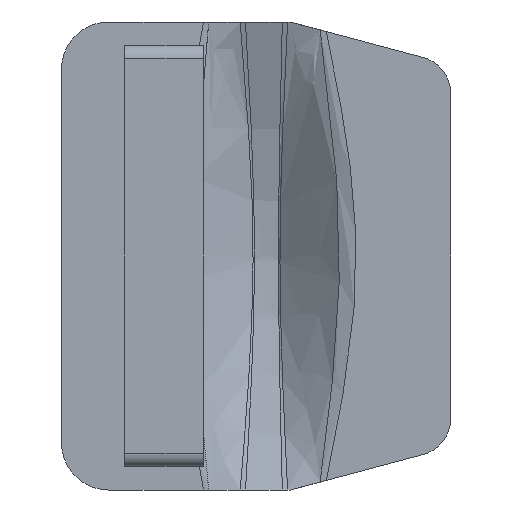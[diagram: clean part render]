
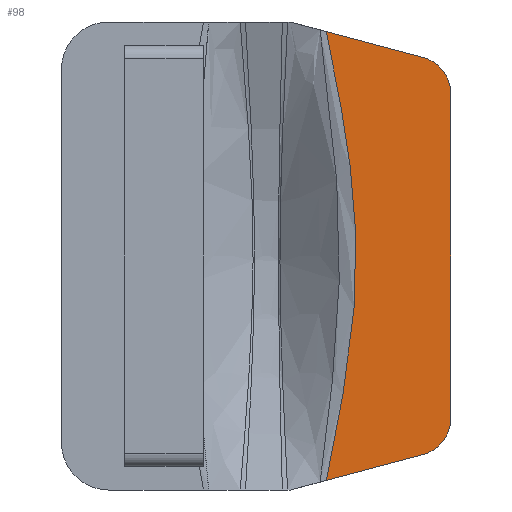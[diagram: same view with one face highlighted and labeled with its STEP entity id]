
A CAD part, left-side view. The second image highlights one B-rep face of the part: STEP entity #98.
In plain terms, the highlighted planar face has unit normal (-1, 0, 0).
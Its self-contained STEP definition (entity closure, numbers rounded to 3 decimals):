
#98=ADVANCED_FACE('',(#883),#885,.T.);
#883=FACE_BOUND('',#884,.T.);
#884=EDGE_LOOP('',(#2157,#2158,#2159,#2160,#2161,#2162));
#885=PLANE('',#886);
#886=AXIS2_PLACEMENT_3D('',#887,#888,#889);
#887=CARTESIAN_POINT('',(-2.,8.96,0.));
#888=DIRECTION('',(-1.,0.,0.));
#889=DIRECTION('',(0.,1.,0.));
#2157=ORIENTED_EDGE('',*,*,#2848,.T.);
#2158=ORIENTED_EDGE('',*,*,#2988,.T.);
#2159=ORIENTED_EDGE('',*,*,#2989,.F.);
#2160=ORIENTED_EDGE('',*,*,#2990,.T.);
#2161=ORIENTED_EDGE('',*,*,#2973,.T.);
#2162=ORIENTED_EDGE('',*,*,#2991,.T.);
#2848=EDGE_CURVE('',#3388,#3386,#3389,.F.);
#2973=EDGE_CURVE('',#3626,#3624,#3627,.F.);
#2988=EDGE_CURVE('',#3386,#3645,#3647,.T.);
#2989=EDGE_CURVE('',#3648,#3645,#3649,.T.);
#2990=EDGE_CURVE('',#3648,#3626,#3650,.T.);
#2991=EDGE_CURVE('',#3624,#3388,#3651,.T.);
#3386=VERTEX_POINT('',#4435);
#3388=VERTEX_POINT('',#4439);
#3389=LINE('',#4440,#4441);
#3624=VERTEX_POINT('',#5077);
#3626=VERTEX_POINT('',#5087);
#3627=LINE('',#5088,#5089);
#3645=VERTEX_POINT('',#5162);
#3647=CIRCLE('',#5166,7.);
#3648=VERTEX_POINT('',#5170);
#3649=B_SPLINE_CURVE_WITH_KNOTS('',3,
(#5171,#5172,#5173,#5174,#5175,#5176),
.UNSPECIFIED.,.F.,.F.,
(4,2,4),
(0.,0.5,1.),
.UNSPECIFIED.);
#3650=CIRCLE('',#5177,7.);
#3651=B_SPLINE_CURVE_WITH_KNOTS('',3,
(#5181,#5182,#5183,#5184,#5185,#5186,#5187,#5188,#5189,#5190,#5191,#5192,#5193,#5194,
#5195,#5196,#5197,#5198,#5199),
.UNSPECIFIED.,.F.,.F.,
(4,1,1,1,1,1,1,1,1,1,1,1,1,1,1,1,4),
(0.,0.06,0.121,0.183,0.245,0.307,
0.37,0.433,0.496,0.559,0.623,
0.686,0.749,0.813,0.876,0.938,
1.),
.UNSPECIFIED.);
#4435=CARTESIAN_POINT('',(-2.,4.606,-37.577));
#4439=CARTESIAN_POINT('',(-2.,23.626,-42.674));
#4440=CARTESIAN_POINT('',(-2.,4.606,-37.577));
#4441=VECTOR('',#4442,1.);
#4442=DIRECTION('',(0.,0.966,-0.259));
#5077=CARTESIAN_POINT('',(-2.,23.626,42.674));
#5087=CARTESIAN_POINT('',(-2.,4.606,37.577));
#5088=CARTESIAN_POINT('',(-2.,23.626,42.674));
#5089=VECTOR('',#5090,1.);
#5090=DIRECTION('',(0.,-0.966,-0.259));
#5162=CARTESIAN_POINT('',(-2.,0.,-30.999));
#5166=AXIS2_PLACEMENT_3D('',#5167,#5168,#5169);
#5167=CARTESIAN_POINT('',(-2.,7.,-30.999));
#5168=DIRECTION('',(-1.,0.,0.));
#5169=DIRECTION('',(0.,-0.342,-0.94));
#5170=CARTESIAN_POINT('',(-2.,0.,30.999));
#5171=CARTESIAN_POINT('',(-2.,0.,30.999));
#5172=CARTESIAN_POINT('',(-2.,0.,20.666));
#5173=CARTESIAN_POINT('',(-2.,0.,10.333));
#5174=CARTESIAN_POINT('',(-2.,0.,-10.333));
#5175=CARTESIAN_POINT('',(-2.,0.,-20.666));
#5176=CARTESIAN_POINT('',(-2.,0.,-30.999));
#5177=AXIS2_PLACEMENT_3D('',#5178,#5179,#5180);
#5178=CARTESIAN_POINT('',(-2.,7.,30.999));
#5179=DIRECTION('',(-1.,0.,0.));
#5180=DIRECTION('',(0.,-1.,0.));
#5181=CARTESIAN_POINT('',(-2.,23.626,42.674));
#5182=CARTESIAN_POINT('',(-2.,23.272,40.943));
#5183=CARTESIAN_POINT('',(-2.,22.565,37.471));
#5184=CARTESIAN_POINT('',(-2.,21.542,32.253));
#5185=CARTESIAN_POINT('',(-2.,20.581,26.996));
#5186=CARTESIAN_POINT('',(-2.,19.715,21.707));
#5187=CARTESIAN_POINT('',(-2.,18.98,16.385));
#5188=CARTESIAN_POINT('',(-2.,18.392,11.046));
#5189=CARTESIAN_POINT('',(-2.,18.066,5.688));
#5190=CARTESIAN_POINT('',(-2.,17.858,0.326));
#5191=CARTESIAN_POINT('',(-2.,18.028,-5.048));
#5192=CARTESIAN_POINT('',(-2.,18.34,-10.436));
#5193=CARTESIAN_POINT('',(-2.,18.912,-15.833));
#5194=CARTESIAN_POINT('',(-2.,19.642,-21.233));
#5195=CARTESIAN_POINT('',(-2.,20.516,-26.623));
#5196=CARTESIAN_POINT('',(-2.,21.492,-31.993));
#5197=CARTESIAN_POINT('',(-2.,22.538,-37.337));
#5198=CARTESIAN_POINT('',(-2.,23.263,-40.897));
#5199=CARTESIAN_POINT('',(-2.,23.626,-42.674));
